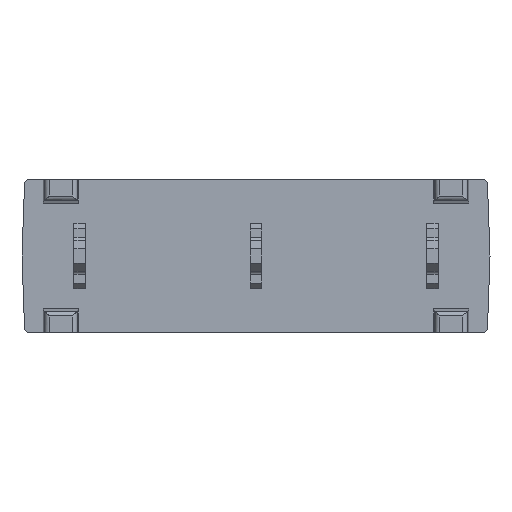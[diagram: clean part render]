
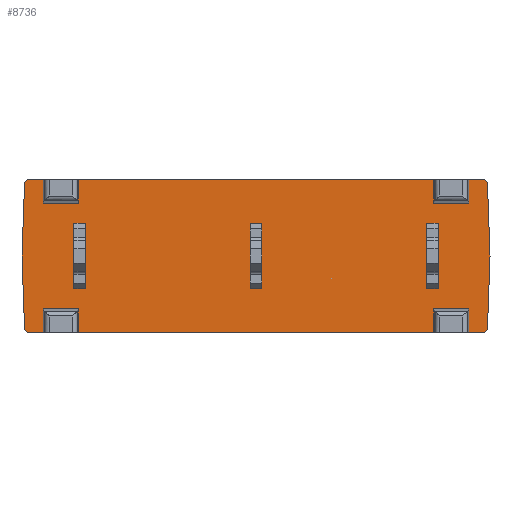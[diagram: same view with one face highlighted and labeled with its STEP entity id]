
A CAD part, front view. The second image highlights one B-rep face of the part: STEP entity #8736.
In plain terms, the highlighted planar face has unit normal (0, -1, 0).
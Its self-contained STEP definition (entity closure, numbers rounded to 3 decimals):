
#285=CIRCLE('',#9305,0.2);
#289=CIRCLE('',#9312,0.2);
#290=CIRCLE('',#9315,0.2);
#291=CIRCLE('',#9316,0.2);
#801=FACE_OUTER_BOUND('',#1304,.T.);
#1304=EDGE_LOOP('',(#7645,#7646,#7647,#7648,#7649,#7650,#7651,#7652,#7653,
#7654,#7655,#7656,#7657,#7658,#7659,#7660,#7661,#7662,#7663,#7664,#7665,
#7666,#7667,#7668,#7669,#7670));
#2257=LINE('',#14555,#3229);
#2261=LINE('',#14567,#3233);
#2265=LINE('',#14575,#3237);
#2274=LINE('',#14606,#3246);
#2278=LINE('',#14614,#3250);
#2282=LINE('',#14622,#3254);
#2286=LINE('',#14633,#3258);
#2294=LINE('',#14657,#3266);
#2296=LINE('',#14660,#3268);
#2303=LINE('',#14682,#3275);
#2308=LINE('',#14696,#3280);
#2313=LINE('',#14714,#3285);
#2315=LINE('',#14718,#3287);
#2316=LINE('',#14721,#3288);
#2317=LINE('',#14722,#3289);
#2318=LINE('',#14723,#3290);
#2319=LINE('',#14726,#3291);
#2320=LINE('',#14728,#3292);
#2321=LINE('',#14729,#3293);
#2322=LINE('',#14731,#3294);
#2323=LINE('',#14733,#3295);
#2324=LINE('',#14734,#3296);
#3229=VECTOR('',#11114,15.1);
#3233=VECTOR('',#11122,0.593);
#3237=VECTOR('',#11126,0.593);
#3246=VECTOR('',#11155,1.);
#3250=VECTOR('',#11163,0.593);
#3254=VECTOR('',#11167,0.593);
#3258=VECTOR('',#11175,15.1);
#3266=VECTOR('',#11199,1.5);
#3268=VECTOR('',#11203,1.);
#3275=VECTOR('',#11226,1.);
#3280=VECTOR('',#11241,3.059);
#3285=VECTOR('',#11260,3.059);
#3287=VECTOR('',#11264,3.059);
#3288=VECTOR('',#11267,1.);
#3289=VECTOR('',#11268,1.5);
#3290=VECTOR('',#11269,1.);
#3291=VECTOR('',#11272,3.059);
#3292=VECTOR('',#11273,1.);
#3293=VECTOR('',#11274,1.5);
#3294=VECTOR('',#11275,1.);
#3295=VECTOR('',#11276,1.5);
#3296=VECTOR('',#11277,1.);
#4100=VERTEX_POINT('',#14552);
#4101=VERTEX_POINT('',#14554);
#4106=VERTEX_POINT('',#14564);
#4107=VERTEX_POINT('',#14566);
#4110=VERTEX_POINT('',#14572);
#4111=VERTEX_POINT('',#14574);
#4122=VERTEX_POINT('',#14603);
#4123=VERTEX_POINT('',#14605);
#4124=VERTEX_POINT('',#14611);
#4125=VERTEX_POINT('',#14613);
#4128=VERTEX_POINT('',#14619);
#4129=VERTEX_POINT('',#14621);
#4134=VERTEX_POINT('',#14631);
#4141=VERTEX_POINT('',#14654);
#4142=VERTEX_POINT('',#14656);
#4149=VERTEX_POINT('',#14681);
#4151=VERTEX_POINT('',#14688);
#4153=VERTEX_POINT('',#14694);
#4158=VERTEX_POINT('',#14709);
#4159=VERTEX_POINT('',#14713);
#4160=VERTEX_POINT('',#14717);
#4161=VERTEX_POINT('',#14720);
#4162=VERTEX_POINT('',#14724);
#4163=VERTEX_POINT('',#14727);
#4164=VERTEX_POINT('',#14730);
#4165=VERTEX_POINT('',#14732);
#5269=EDGE_CURVE('',#4101,#4100,#2257,.T.);
#5275=EDGE_CURVE('',#4107,#4106,#2261,.T.);
#5279=EDGE_CURVE('',#4111,#4110,#2265,.T.);
#5294=EDGE_CURVE('',#4123,#4122,#2274,.T.);
#5298=EDGE_CURVE('',#4125,#4124,#2278,.T.);
#5302=EDGE_CURVE('',#4129,#4128,#2282,.T.);
#5308=EDGE_CURVE('',#4122,#4134,#2286,.T.);
#5320=EDGE_CURVE('',#4141,#4142,#2294,.T.);
#5322=EDGE_CURVE('',#4141,#4129,#2296,.T.);
#5333=EDGE_CURVE('',#4149,#4101,#2303,.T.);
#5337=EDGE_CURVE('',#4151,#4110,#285,.T.);
#5340=EDGE_CURVE('',#4151,#4153,#2308,.F.);
#5347=EDGE_CURVE('',#4107,#4158,#289,.T.);
#5349=EDGE_CURVE('',#4159,#4158,#2313,.F.);
#5351=EDGE_CURVE('',#4153,#4160,#2315,.F.);
#5352=EDGE_CURVE('',#4125,#4160,#290,.T.);
#5353=EDGE_CURVE('',#4124,#4161,#2316,.T.);
#5354=EDGE_CURVE('',#4123,#4161,#2317,.T.);
#5355=EDGE_CURVE('',#4134,#4142,#2318,.T.);
#5356=EDGE_CURVE('',#4162,#4128,#291,.T.);
#5357=EDGE_CURVE('',#4162,#4159,#2319,.F.);
#5358=EDGE_CURVE('',#4106,#4163,#2320,.T.);
#5359=EDGE_CURVE('',#4163,#4149,#2321,.T.);
#5360=EDGE_CURVE('',#4100,#4164,#2322,.T.);
#5361=EDGE_CURVE('',#4164,#4165,#2323,.T.);
#5362=EDGE_CURVE('',#4165,#4111,#2324,.T.);
#7645=ORIENTED_EDGE('',*,*,#5337,.F.);
#7646=ORIENTED_EDGE('',*,*,#5340,.T.);
#7647=ORIENTED_EDGE('',*,*,#5351,.T.);
#7648=ORIENTED_EDGE('',*,*,#5352,.F.);
#7649=ORIENTED_EDGE('',*,*,#5298,.T.);
#7650=ORIENTED_EDGE('',*,*,#5353,.T.);
#7651=ORIENTED_EDGE('',*,*,#5354,.F.);
#7652=ORIENTED_EDGE('',*,*,#5294,.T.);
#7653=ORIENTED_EDGE('',*,*,#5308,.T.);
#7654=ORIENTED_EDGE('',*,*,#5355,.T.);
#7655=ORIENTED_EDGE('',*,*,#5320,.F.);
#7656=ORIENTED_EDGE('',*,*,#5322,.T.);
#7657=ORIENTED_EDGE('',*,*,#5302,.T.);
#7658=ORIENTED_EDGE('',*,*,#5356,.F.);
#7659=ORIENTED_EDGE('',*,*,#5357,.T.);
#7660=ORIENTED_EDGE('',*,*,#5349,.T.);
#7661=ORIENTED_EDGE('',*,*,#5347,.F.);
#7662=ORIENTED_EDGE('',*,*,#5275,.T.);
#7663=ORIENTED_EDGE('',*,*,#5358,.T.);
#7664=ORIENTED_EDGE('',*,*,#5359,.T.);
#7665=ORIENTED_EDGE('',*,*,#5333,.T.);
#7666=ORIENTED_EDGE('',*,*,#5269,.T.);
#7667=ORIENTED_EDGE('',*,*,#5360,.T.);
#7668=ORIENTED_EDGE('',*,*,#5361,.T.);
#7669=ORIENTED_EDGE('',*,*,#5362,.T.);
#7670=ORIENTED_EDGE('',*,*,#5279,.T.);
#8260=PLANE('',#9314);
#8736=ADVANCED_FACE('',(#801),#8260,.T.);
#9305=AXIS2_PLACEMENT_3D('',#14690,#11235,#11236);
#9312=AXIS2_PLACEMENT_3D('',#14710,#11255,#11256);
#9314=AXIS2_PLACEMENT_3D('',#14716,#11262,#11263);
#9315=AXIS2_PLACEMENT_3D('',#14719,#11265,#11266);
#9316=AXIS2_PLACEMENT_3D('',#14725,#11270,#11271);
#11114=DIRECTION('',(1.,0.,0.));
#11122=DIRECTION('',(1.,0.,0.));
#11126=DIRECTION('',(1.,0.,0.));
#11155=DIRECTION('',(0.,0.,1.));
#11163=DIRECTION('',(-1.,0.,0.));
#11167=DIRECTION('',(-1.,0.,0.));
#11175=DIRECTION('',(-1.,0.,0.));
#11199=DIRECTION('',(1.,0.,0.));
#11203=DIRECTION('',(0.,0.,1.));
#11226=DIRECTION('',(0.,0.,-1.));
#11235=DIRECTION('center_axis',(0.,1.,0.));
#11236=DIRECTION('ref_axis',(0.695,0.,-0.719));
#11241=DIRECTION('',(-0.035,0.,-0.999));
#11255=DIRECTION('center_axis',(0.,1.,0.));
#11256=DIRECTION('ref_axis',(-0.695,0.,-0.719));
#11260=DIRECTION('',(-0.035,0.,0.999));
#11262=DIRECTION('center_axis',(0.,-1.,0.));
#11263=DIRECTION('ref_axis',(0.,0.,-1.));
#11264=DIRECTION('',(0.035,0.,-0.999));
#11265=DIRECTION('center_axis',(0.,1.,0.));
#11266=DIRECTION('ref_axis',(0.695,0.,0.719));
#11267=DIRECTION('',(0.,0.,-1.));
#11268=DIRECTION('',(1.,0.,0.));
#11269=DIRECTION('',(0.,0.,-1.));
#11270=DIRECTION('center_axis',(0.,1.,0.));
#11271=DIRECTION('ref_axis',(-0.695,0.,0.719));
#11272=DIRECTION('',(0.035,0.,0.999));
#11273=DIRECTION('',(0.,0.,1.));
#11274=DIRECTION('',(1.,0.,0.));
#11275=DIRECTION('',(0.,0.,1.));
#11276=DIRECTION('',(1.,0.,0.));
#11277=DIRECTION('',(0.,0.,-1.));
#14552=CARTESIAN_POINT('',(17.5,0.,-3.25));
#14554=CARTESIAN_POINT('',(2.4,0.,-3.25));
#14555=CARTESIAN_POINT('',(0.,0.,-3.25));
#14564=CARTESIAN_POINT('',(0.9,0.,-3.25));
#14566=CARTESIAN_POINT('',(0.307,0.,-3.25));
#14567=CARTESIAN_POINT('',(0.,0.,-3.25));
#14572=CARTESIAN_POINT('',(19.593,0.,-3.25));
#14574=CARTESIAN_POINT('',(19.,0.,-3.25));
#14575=CARTESIAN_POINT('',(0.,0.,-3.25));
#14603=CARTESIAN_POINT('',(17.5,0.,3.25));
#14605=CARTESIAN_POINT('',(17.5,0.,2.25));
#14606=CARTESIAN_POINT('',(17.5,0.,0.));
#14611=CARTESIAN_POINT('',(19.,0.,3.25));
#14613=CARTESIAN_POINT('',(19.593,0.,3.25));
#14614=CARTESIAN_POINT('',(0.,0.,3.25));
#14619=CARTESIAN_POINT('',(0.307,0.,3.25));
#14621=CARTESIAN_POINT('',(0.9,0.,3.25));
#14622=CARTESIAN_POINT('',(0.,0.,3.25));
#14631=CARTESIAN_POINT('',(2.4,0.,3.25));
#14633=CARTESIAN_POINT('',(0.,0.,3.25));
#14654=CARTESIAN_POINT('',(0.9,0.,2.25));
#14656=CARTESIAN_POINT('',(2.4,0.,2.25));
#14657=CARTESIAN_POINT('',(0.,0.,2.25));
#14660=CARTESIAN_POINT('',(0.9,0.,0.));
#14681=CARTESIAN_POINT('',(2.4,0.,-2.25));
#14682=CARTESIAN_POINT('',(2.4,0.,0.));
#14688=CARTESIAN_POINT('',(19.793,0.,-3.057));
#14690=CARTESIAN_POINT('Origin',(19.593,0.,-3.05));
#14694=CARTESIAN_POINT('',(19.9,0.,0.));
#14696=CARTESIAN_POINT('',(19.9,0.,0.));
#14709=CARTESIAN_POINT('',(0.107,0.,-3.057));
#14710=CARTESIAN_POINT('Origin',(0.307,0.,
-3.05));
#14713=CARTESIAN_POINT('',(0.,0.,0.));
#14714=CARTESIAN_POINT('',(0.012,0.,-0.347));
#14716=CARTESIAN_POINT('Origin',(19.9,0.,0.));
#14717=CARTESIAN_POINT('',(19.793,0.,3.057));
#14718=CARTESIAN_POINT('',(19.9,0.,0.));
#14719=CARTESIAN_POINT('Origin',(19.593,0.,3.05));
#14720=CARTESIAN_POINT('',(19.,0.,2.25));
#14721=CARTESIAN_POINT('',(19.,0.,0.));
#14722=CARTESIAN_POINT('',(0.,0.,2.25));
#14723=CARTESIAN_POINT('',(2.4,0.,0.));
#14724=CARTESIAN_POINT('',(0.107,0.,3.057));
#14725=CARTESIAN_POINT('Origin',(0.307,0.,
3.05));
#14726=CARTESIAN_POINT('',(0.012,0.,0.347));
#14727=CARTESIAN_POINT('',(0.9,0.,-2.25));
#14728=CARTESIAN_POINT('',(0.9,0.,0.));
#14729=CARTESIAN_POINT('',(0.,0.,-2.25));
#14730=CARTESIAN_POINT('',(17.5,0.,-2.25));
#14731=CARTESIAN_POINT('',(17.5,0.,0.));
#14732=CARTESIAN_POINT('',(19.,0.,-2.25));
#14733=CARTESIAN_POINT('',(0.,0.,-2.25));
#14734=CARTESIAN_POINT('',(19.,0.,0.));
